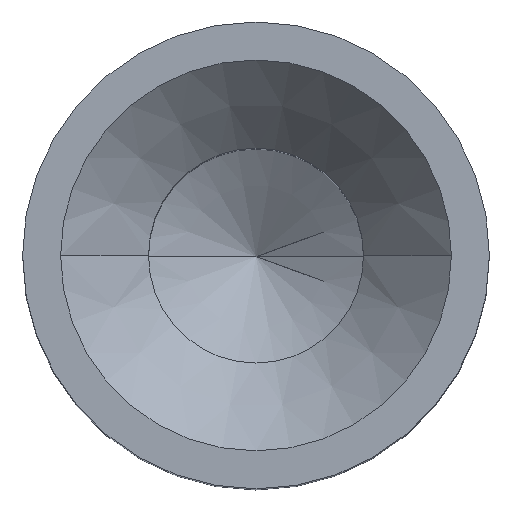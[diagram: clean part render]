
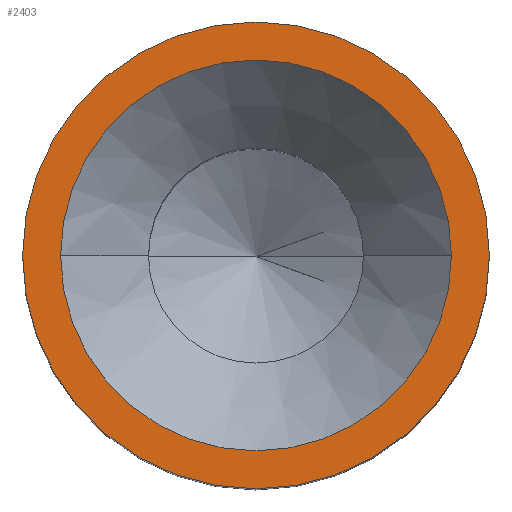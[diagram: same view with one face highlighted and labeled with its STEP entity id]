
A CAD part, top view. The second image highlights one B-rep face of the part: STEP entity #2403.
In plain terms, the highlighted planar face has unit normal (0, 0, 1).
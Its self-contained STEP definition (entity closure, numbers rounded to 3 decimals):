
#30 = FACE_OUTER_BOUND ( 'NONE', #805, .T. ) ;
#54 = ORIENTED_EDGE ( 'NONE', *, *, #1279, .T. ) ;
#171 = EDGE_LOOP ( 'NONE', ( #2204, #1829 ) ) ;
#236 = AXIS2_PLACEMENT_3D ( 'NONE', #2277, #2289, #248 ) ;
#248 = DIRECTION ( 'NONE',  ( 1., 0., 0. ) ) ;
#256 = AXIS2_PLACEMENT_3D ( 'NONE', #2054, #258, #662 ) ;
#258 = DIRECTION ( 'NONE',  ( 0., 0., 1. ) ) ;
#324 = DIRECTION ( 'NONE',  ( 0., 0., 1. ) ) ;
#480 = CARTESIAN_POINT ( 'NONE',  ( 0., 0., 0. ) ) ;
#491 = DIRECTION ( 'NONE',  ( 1., 0., 0. ) ) ;
#662 = DIRECTION ( 'NONE',  ( 1., 0., 0. ) ) ;
#805 = EDGE_LOOP ( 'NONE', ( #54, #1521 ) ) ;
#837 = PLANE ( 'NONE',  #846 ) ;
#846 = AXIS2_PLACEMENT_3D ( 'NONE', #2209, #1747, #971 ) ;
#971 = DIRECTION ( 'NONE',  ( -1., 0., 0. ) ) ;
#995 = CIRCLE ( 'NONE', #1079, 1.075 ) ;
#1079 = AXIS2_PLACEMENT_3D ( 'NONE', #1752, #324, #1137 ) ;
#1137 = DIRECTION ( 'NONE',  ( 1., 0., 0. ) ) ;
#1163 = CARTESIAN_POINT ( 'NONE',  ( 0.9, 0., 0. ) ) ;
#1242 = CIRCLE ( 'NONE', #2049, 1.075 ) ;
#1279 = EDGE_CURVE ( 'NONE', #2307, #2329, #1242, .T. ) ;
#1403 = EDGE_CURVE ( 'NONE', #2329, #2307, #995, .T. ) ;
#1521 = ORIENTED_EDGE ( 'NONE', *, *, #1403, .T. ) ;
#1597 = CARTESIAN_POINT ( 'NONE',  ( -0.9, 0., 0. ) ) ;
#1602 = EDGE_CURVE ( 'NONE', #2222, #2265, #2466, .T. ) ;
#1638 = FACE_BOUND ( 'NONE', #171, .T. ) ;
#1747 = DIRECTION ( 'NONE',  ( 0., 0., -1. ) ) ;
#1752 = CARTESIAN_POINT ( 'NONE',  ( 0., 0., 0. ) ) ;
#1829 = ORIENTED_EDGE ( 'NONE', *, *, #2058, .F. ) ;
#2049 = AXIS2_PLACEMENT_3D ( 'NONE', #480, #2299, #491 ) ;
#2054 = CARTESIAN_POINT ( 'NONE',  ( 0., 0., 0. ) ) ;
#2058 = EDGE_CURVE ( 'NONE', #2265, #2222, #2317, .T. ) ;
#2204 = ORIENTED_EDGE ( 'NONE', *, *, #1602, .F. ) ;
#2209 = CARTESIAN_POINT ( 'NONE',  ( 0., 0., 0. ) ) ;
#2222 = VERTEX_POINT ( 'NONE', #1163 ) ;
#2265 = VERTEX_POINT ( 'NONE', #1597 ) ;
#2277 = CARTESIAN_POINT ( 'NONE',  ( 0., 0., 0. ) ) ;
#2289 = DIRECTION ( 'NONE',  ( 0., 0., 1. ) ) ;
#2299 = DIRECTION ( 'NONE',  ( 0., 0., 1. ) ) ;
#2307 = VERTEX_POINT ( 'NONE', #2432 ) ;
#2317 = CIRCLE ( 'NONE', #256, 0.9 ) ;
#2329 = VERTEX_POINT ( 'NONE', #2588 ) ;
#2403 = ADVANCED_FACE ( 'NONE', ( #1638, #30 ), #837, .F. ) ;
#2432 = CARTESIAN_POINT ( 'NONE',  ( 1.075, 0., 0. ) ) ;
#2466 = CIRCLE ( 'NONE', #236, 0.9 ) ;
#2588 = CARTESIAN_POINT ( 'NONE',  ( -1.075, 0., 0. ) ) ;
